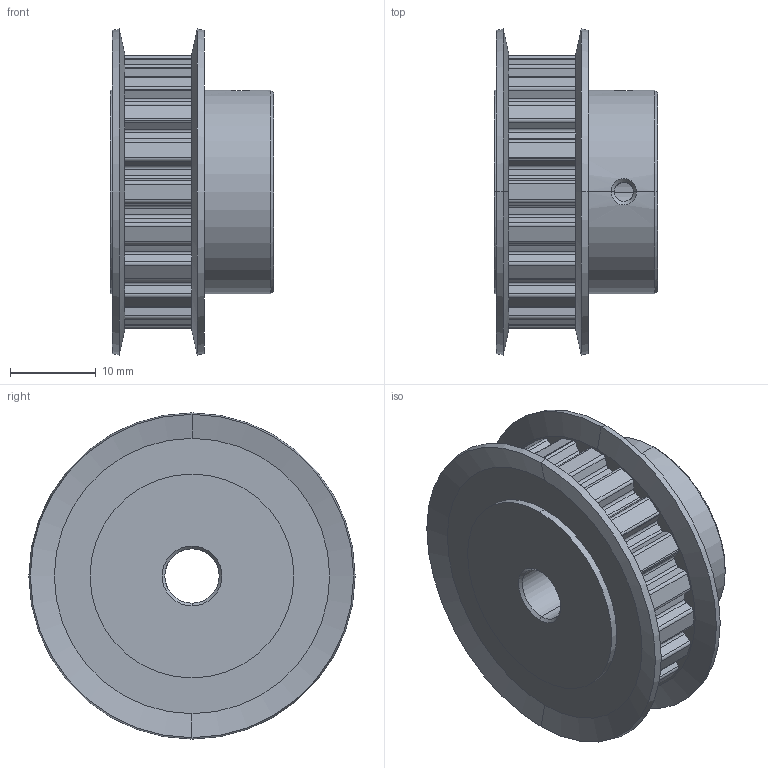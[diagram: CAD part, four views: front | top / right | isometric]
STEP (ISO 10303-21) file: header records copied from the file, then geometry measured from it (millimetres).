
FILE_DESCRIPTION (( 'STEP AP214' ), '1' );
FILE_NAME ('APB20XL025BF-250.step', '2015-04-08T21:01:03', ( '' ), ( '' ), 'SwSTEP 2.0', 'SolidWorks 2014', '' );
FILE_SCHEMA (( 'AUTOMOTIVE_DESIGN' ));
Length unit declared in the file: inch
Products named in the file (1): APB20XL025BF-250
Bounding box: 19.05 x 38.1 x 38.1 mm (x, y, z)
Volume: 11291.3 mm3; surface area: 5398 mm2
Topology: 1 solids, 1 shells, 215 faces, 614 edges, 403 vertices
Faces by surface type: cylinder 127, plane 66, cone 18, bspline 4
Entity records: 9251 total; most frequent: CARTESIAN_POINT 3378, DIRECTION 1287, ORIENTED_EDGE 1228, EDGE_CURVE 614, AXIS2_PLACEMENT_3D 480, VERTEX_POINT 403, VECTOR 327, LINE 327
